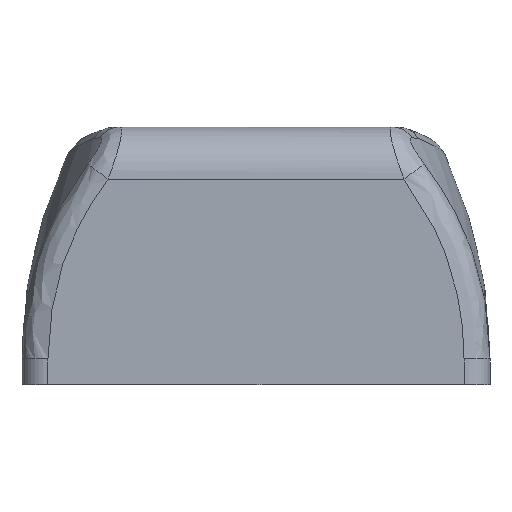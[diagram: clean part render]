
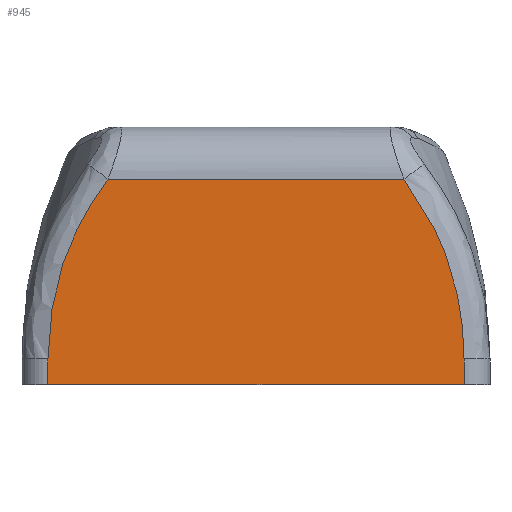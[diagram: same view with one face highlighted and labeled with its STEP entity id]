
A CAD part, front view. The second image highlights one B-rep face of the part: STEP entity #945.
In plain terms, the highlighted planar face has unit normal (0, -1, 0).
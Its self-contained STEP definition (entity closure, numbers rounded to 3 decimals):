
#21=PLANE('',#1015);
#35=LINE('',#1670,#82);
#45=LINE('',#2143,#92);
#47=LINE('',#2525,#94);
#50=LINE('',#2619,#97);
#82=VECTOR('',#1057,10.);
#92=VECTOR('',#1095,10.);
#94=VECTOR('',#1111,10.);
#97=VECTOR('',#1118,10.);
#190=FACE_OUTER_BOUND('',#246,.T.);
#246=EDGE_LOOP('',(#765,#766,#767,#768,#769,#770));
#307=B_SPLINE_CURVE_WITH_KNOTS('',3,(#2178,#2179,#2180,#2181,#2182),
 .UNSPECIFIED.,.F.,.F.,(4,1,4),(0.,0.424,0.743),
 .UNSPECIFIED.);
#326=B_SPLINE_CURVE_WITH_KNOTS('',3,(#2518,#2519,#2520,#2521,#2522),
 .UNSPECIFIED.,.F.,.F.,(4,1,4),(0.,0.318,0.742),
 .UNSPECIFIED.);
#368=VERTEX_POINT('',#1667);
#369=VERTEX_POINT('',#1669);
#399=VERTEX_POINT('',#2142);
#400=VERTEX_POINT('',#2170);
#412=VERTEX_POINT('',#2470);
#414=VERTEX_POINT('',#2510);
#469=EDGE_CURVE('',#368,#369,#35,.T.);
#508=EDGE_CURVE('',#369,#399,#45,.T.);
#512=EDGE_CURVE('',#399,#400,#307,.T.);
#535=EDGE_CURVE('',#412,#414,#326,.T.);
#537=EDGE_CURVE('',#414,#368,#47,.T.);
#541=EDGE_CURVE('',#400,#412,#50,.T.);
#765=ORIENTED_EDGE('',*,*,#508,.F.);
#766=ORIENTED_EDGE('',*,*,#469,.F.);
#767=ORIENTED_EDGE('',*,*,#537,.F.);
#768=ORIENTED_EDGE('',*,*,#535,.F.);
#769=ORIENTED_EDGE('',*,*,#541,.F.);
#770=ORIENTED_EDGE('',*,*,#512,.F.);
#945=ADVANCED_FACE('',(#190),#21,.T.);
#1015=AXIS2_PLACEMENT_3D('',#2656,#1122,#1123);
#1057=DIRECTION('',(-1.,0.,0.));
#1095=DIRECTION('',(0.,0.,1.));
#1111=DIRECTION('',(0.,0.,-1.));
#1118=DIRECTION('',(1.,0.,0.));
#1122=DIRECTION('center_axis',(0.,-1.,0.));
#1123=DIRECTION('ref_axis',(1.,0.,0.));
#1667=CARTESIAN_POINT('',(8.,-9.,0.));
#1669=CARTESIAN_POINT('',(-8.,-9.,0.));
#1670=CARTESIAN_POINT('',(9.,-9.,0.));
#2142=CARTESIAN_POINT('',(-8.,-9.,1.));
#2143=CARTESIAN_POINT('',(-8.,-9.,0.));
#2170=CARTESIAN_POINT('',(-5.689,-9.,7.915));
#2178=CARTESIAN_POINT('Ctrl Pts',(-8.,-9.,1.));
#2179=CARTESIAN_POINT('Ctrl Pts',(-8.,-9.,2.414));
#2180=CARTESIAN_POINT('Ctrl Pts',(-7.583,-9.,4.9));
#2181=CARTESIAN_POINT('Ctrl Pts',(-6.318,-9.,7.061));
#2182=CARTESIAN_POINT('Ctrl Pts',(-5.689,-9.,7.915));
#2470=CARTESIAN_POINT('',(5.689,-9.,7.915));
#2510=CARTESIAN_POINT('',(8.,-9.,1.));
#2518=CARTESIAN_POINT('Ctrl Pts',(5.689,-9.,7.915));
#2519=CARTESIAN_POINT('Ctrl Pts',(6.318,-9.,7.061));
#2520=CARTESIAN_POINT('Ctrl Pts',(7.583,-9.,4.9));
#2521=CARTESIAN_POINT('Ctrl Pts',(8.,-9.,2.414));
#2522=CARTESIAN_POINT('Ctrl Pts',(8.,-9.,1.));
#2525=CARTESIAN_POINT('',(8.,-9.,0.));
#2619=CARTESIAN_POINT('',(-9.,-9.,7.915));
#2656=CARTESIAN_POINT('Origin',(-9.,-9.,0.));
